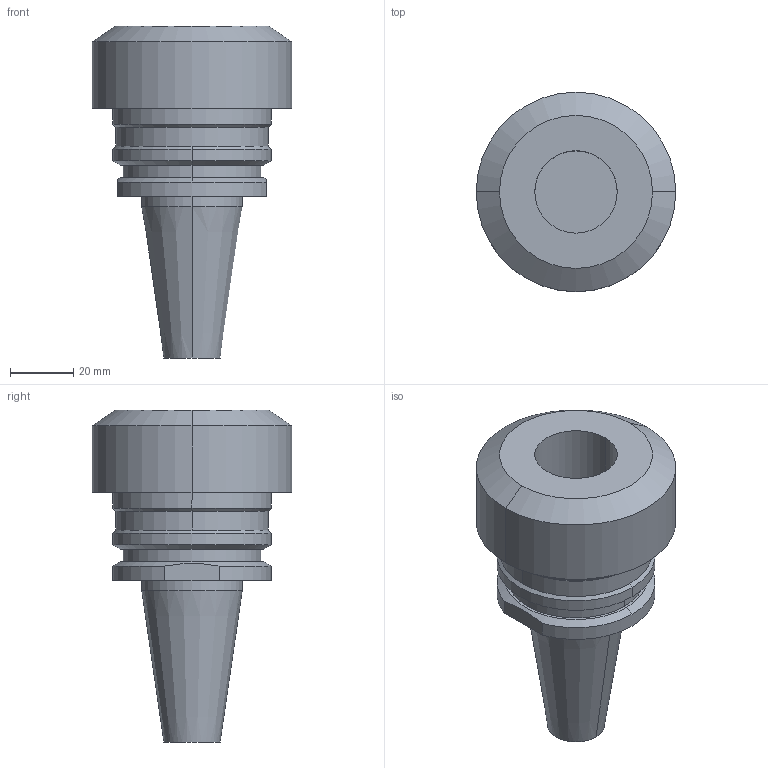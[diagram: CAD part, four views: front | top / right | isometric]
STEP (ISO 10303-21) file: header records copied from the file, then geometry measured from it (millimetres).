
FILE_DESCRIPTION (( 'STEP AP203' ), '1' );
FILE_NAME ('STP-SATE-42215-W-57+08662P.STEP', '2020-07-02T02:56:41', ( '' ), ( '' ), 'SwSTEP 2.0', 'SolidWorks 2017', '' );
FILE_SCHEMA (( 'CONFIG_CONTROL_DESIGN' ));
Length unit declared in the file: millimetre
Products named in the file (1): STP-SATE-42215-W-57+08662P
Bounding box: 63 x 63 x 104.8 mm (x, y, z)
Volume: 126632 mm3; surface area: 24152.1 mm2
Topology: 1 solids, 1 shells, 50 faces, 106 edges, 64 vertices
Faces by surface type: cylinder 23, cone 16, plane 11
Entity records: 1430 total; most frequent: DIRECTION 263, CARTESIAN_POINT 237, ORIENTED_EDGE 208, AXIS2_PLACEMENT_3D 110, EDGE_CURVE 104, VERTEX_POINT 64, CIRCLE 59, EDGE_LOOP 58
